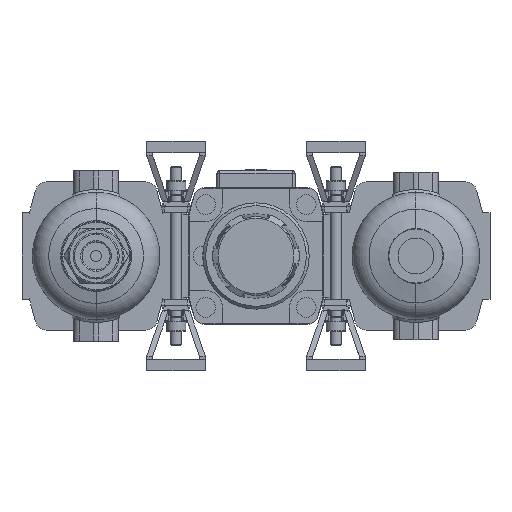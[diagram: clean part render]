
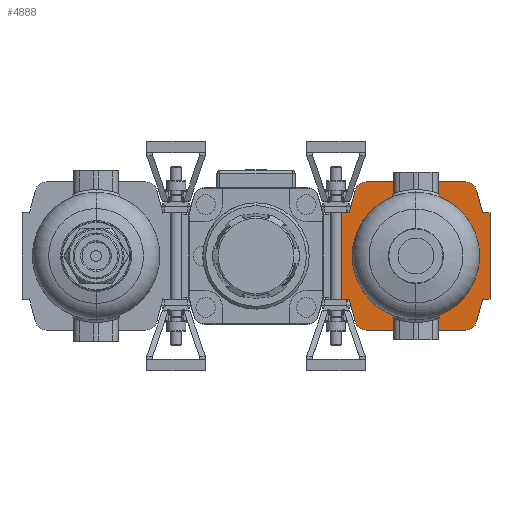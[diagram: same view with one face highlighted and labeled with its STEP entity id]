
A CAD part, front view. The second image highlights one B-rep face of the part: STEP entity #4888.
In plain terms, the highlighted planar face has unit normal (0, -1, 0).
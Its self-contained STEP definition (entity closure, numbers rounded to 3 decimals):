
#129 = LINE ( 'NONE', #10454, #5272 ) ;
#145 = CARTESIAN_POINT ( 'NONE',  ( 23.847, -27., 15.5 ) ) ;
#356 = LINE ( 'NONE', #21436, #2190 ) ;
#460 = VERTEX_POINT ( 'NONE', #10210 ) ;
#469 = EDGE_CURVE ( 'NONE', #460, #6976, #18714, .T. ) ;
#482 = ORIENTED_EDGE ( 'NONE', *, *, #18416, .T. ) ;
#842 = EDGE_CURVE ( 'NONE', #16805, #16927, #22770, .T. ) ;
#1504 = VERTEX_POINT ( 'NONE', #4685 ) ;
#1761 = ORIENTED_EDGE ( 'NONE', *, *, #23732, .T. ) ;
#2143 = DIRECTION ( 'NONE',  ( -1., 0., 0. ) ) ;
#2190 = VECTOR ( 'NONE', #2529, 1000. ) ;
#2397 = DIRECTION ( 'NONE',  ( 1., 0., 0. ) ) ;
#2529 = DIRECTION ( 'NONE',  ( -0.259, 0., 0.966 ) ) ;
#2862 = CARTESIAN_POINT ( 'NONE',  ( 26.5, -27., -15.5 ) ) ;
#3126 = VERTEX_POINT ( 'NONE', #14652 ) ;
#3183 = ORIENTED_EDGE ( 'NONE', *, *, #22558, .T. ) ;
#3672 = LINE ( 'NONE', #26059, #18444 ) ;
#3908 = DIRECTION ( 'NONE',  ( 0., 0., 1. ) ) ;
#3924 = CARTESIAN_POINT ( 'NONE',  ( 26.5, -27., 15.5 ) ) ;
#4147 = VERTEX_POINT ( 'NONE', #18840 ) ;
#4404 = CIRCLE ( 'NONE', #8693, 4. ) ;
#4685 = CARTESIAN_POINT ( 'NONE',  ( -17.831, -27., 26.5 ) ) ;
#4888 = ADVANCED_FACE ( 'NONE', ( #20757 ), #18064, .F. ) ;
#5221 = DIRECTION ( 'NONE',  ( -1., 0., 0. ) ) ;
#5272 = VECTOR ( 'NONE', #27077, 1000. ) ;
#5377 = LINE ( 'NONE', #20591, #16067 ) ;
#5687 = VECTOR ( 'NONE', #11834, 1000. ) ;
#5833 = VERTEX_POINT ( 'NONE', #15009 ) ;
#5960 = VECTOR ( 'NONE', #6006, 1000. ) ;
#6006 = DIRECTION ( 'NONE',  ( -1., 0., 0. ) ) ;
#6174 = DIRECTION ( 'NONE',  ( 0., -1., 0. ) ) ;
#6427 = VECTOR ( 'NONE', #5221, 1000. ) ;
#6976 = VERTEX_POINT ( 'NONE', #21986 ) ;
#7594 = EDGE_LOOP ( 'NONE', ( #25529, #8859, #10414, #8334, #27937, #30085, #1761, #11109, #3183, #23021, #23963, #21010, #26817, #10395, #19610, #482 ) ) ;
#7975 = VECTOR ( 'NONE', #22897, 1000. ) ;
#8281 = EDGE_CURVE ( 'NONE', #4147, #19985, #27750, .T. ) ;
#8334 = ORIENTED_EDGE ( 'NONE', *, *, #20669, .T. ) ;
#8445 = CARTESIAN_POINT ( 'NONE',  ( -17.831, -27., -22.5 ) ) ;
#8693 = AXIS2_PLACEMENT_3D ( 'NONE', #14784, #12135, #12342 ) ;
#8707 = LINE ( 'NONE', #28106, #9072 ) ;
#8859 = ORIENTED_EDGE ( 'NONE', *, *, #29314, .T. ) ;
#9072 = VECTOR ( 'NONE', #2397, 1000. ) ;
#9358 = CARTESIAN_POINT ( 'NONE',  ( -26.5, -27., 15.5 ) ) ;
#9478 = EDGE_CURVE ( 'NONE', #19985, #18192, #356, .T. ) ;
#9715 = EDGE_CURVE ( 'NONE', #5833, #16805, #12558, .T. ) ;
#9989 = CARTESIAN_POINT ( 'NONE',  ( -26.5, -27., -15.5 ) ) ;
#10027 = VECTOR ( 'NONE', #18333, 1000. ) ;
#10210 = CARTESIAN_POINT ( 'NONE',  ( -21.694, -27., -23.535 ) ) ;
#10395 = ORIENTED_EDGE ( 'NONE', *, *, #8281, .T. ) ;
#10397 = VERTEX_POINT ( 'NONE', #24183 ) ;
#10414 = ORIENTED_EDGE ( 'NONE', *, *, #22906, .T. ) ;
#10454 = CARTESIAN_POINT ( 'NONE',  ( 26.5, -27., -15.5 ) ) ;
#10843 = DIRECTION ( 'NONE',  ( 0., 0., 1. ) ) ;
#11109 = ORIENTED_EDGE ( 'NONE', *, *, #469, .T. ) ;
#11417 = CARTESIAN_POINT ( 'NONE',  ( 21.694, -27., 23.535 ) ) ;
#11518 = DIRECTION ( 'NONE',  ( 0., 0., -1. ) ) ;
#11834 = DIRECTION ( 'NONE',  ( 0.259, 0., -0.966 ) ) ;
#12135 = DIRECTION ( 'NONE',  ( 0., -1., 0. ) ) ;
#12342 = DIRECTION ( 'NONE',  ( 0., 0., 1. ) ) ;
#12558 = CIRCLE ( 'NONE', #28940, 4. ) ;
#13022 = DIRECTION ( 'NONE',  ( 0., 1., 0. ) ) ;
#14034 = EDGE_CURVE ( 'NONE', #19813, #16927, #17510, .T. ) ;
#14652 = CARTESIAN_POINT ( 'NONE',  ( -23.847, -27., 15.5 ) ) ;
#14715 = EDGE_CURVE ( 'NONE', #22740, #21638, #129, .T. ) ;
#14784 = CARTESIAN_POINT ( 'NONE',  ( 17.831, -27., 22.5 ) ) ;
#14866 = CARTESIAN_POINT ( 'NONE',  ( -23.847, -27., -15.5 ) ) ;
#15009 = CARTESIAN_POINT ( 'NONE',  ( 17.831, -27., -26.5 ) ) ;
#15481 = CARTESIAN_POINT ( 'NONE',  ( 26.5, -27., 15.5 ) ) ;
#15955 = CARTESIAN_POINT ( 'NONE',  ( 26.5, -27., -15.5 ) ) ;
#16063 = CARTESIAN_POINT ( 'NONE',  ( 25.187, -27., -10.5 ) ) ;
#16067 = VECTOR ( 'NONE', #27791, 1000. ) ;
#16122 = DIRECTION ( 'NONE',  ( 0., 0., 1. ) ) ;
#16801 = VECTOR ( 'NONE', #24574, 1000. ) ;
#16805 = VERTEX_POINT ( 'NONE', #25344 ) ;
#16927 = VERTEX_POINT ( 'NONE', #30421 ) ;
#17510 = LINE ( 'NONE', #2862, #6427 ) ;
#17874 = VERTEX_POINT ( 'NONE', #26601 ) ;
#18064 = PLANE ( 'NONE',  #18522 ) ;
#18192 = VERTEX_POINT ( 'NONE', #11417 ) ;
#18229 = CARTESIAN_POINT ( 'NONE',  ( 26.5, -27., 15.5 ) ) ;
#18332 = EDGE_CURVE ( 'NONE', #25455, #21638, #3672, .T. ) ;
#18333 = DIRECTION ( 'NONE',  ( 0., 0., -1. ) ) ;
#18416 = EDGE_CURVE ( 'NONE', #18192, #17874, #4404, .T. ) ;
#18444 = VECTOR ( 'NONE', #11518, 1000. ) ;
#18522 = AXIS2_PLACEMENT_3D ( 'NONE', #3924, #13022, #10843 ) ;
#18610 = CARTESIAN_POINT ( 'NONE',  ( -17.831, -27., 22.5 ) ) ;
#18714 = CIRCLE ( 'NONE', #26942, 4. ) ;
#18840 = CARTESIAN_POINT ( 'NONE',  ( 26.5, -27., 15.5 ) ) ;
#19610 = ORIENTED_EDGE ( 'NONE', *, *, #9478, .T. ) ;
#19813 = VERTEX_POINT ( 'NONE', #15955 ) ;
#19985 = VERTEX_POINT ( 'NONE', #145 ) ;
#20591 = CARTESIAN_POINT ( 'NONE',  ( 26.5, -27., 15.5 ) ) ;
#20647 = VECTOR ( 'NONE', #2143, 1000. ) ;
#20669 = EDGE_CURVE ( 'NONE', #3126, #25455, #5377, .T. ) ;
#20757 = FACE_OUTER_BOUND ( 'NONE', #7594, .T. ) ;
#21010 = ORIENTED_EDGE ( 'NONE', *, *, #14034, .F. ) ;
#21436 = CARTESIAN_POINT ( 'NONE',  ( 25.187, -27., 10.5 ) ) ;
#21638 = VERTEX_POINT ( 'NONE', #9989 ) ;
#21986 = CARTESIAN_POINT ( 'NONE',  ( -17.831, -27., -26.5 ) ) ;
#22558 = EDGE_CURVE ( 'NONE', #6976, #5833, #8707, .T. ) ;
#22740 = VERTEX_POINT ( 'NONE', #14866 ) ;
#22770 = LINE ( 'NONE', #16063, #7975 ) ;
#22897 = DIRECTION ( 'NONE',  ( 0.259, 0., 0.966 ) ) ;
#22906 = EDGE_CURVE ( 'NONE', #10397, #3126, #29021, .T. ) ;
#23021 = ORIENTED_EDGE ( 'NONE', *, *, #9715, .T. ) ;
#23214 = CARTESIAN_POINT ( 'NONE',  ( -20.9, -27., 26.5 ) ) ;
#23310 = DIRECTION ( 'NONE',  ( 0., 0., 1. ) ) ;
#23478 = DIRECTION ( 'NONE',  ( 0., -1., 0. ) ) ;
#23732 = EDGE_CURVE ( 'NONE', #22740, #460, #26371, .T. ) ;
#23963 = ORIENTED_EDGE ( 'NONE', *, *, #842, .T. ) ;
#24183 = CARTESIAN_POINT ( 'NONE',  ( -21.694, -27., 23.535 ) ) ;
#24574 = DIRECTION ( 'NONE',  ( -0.259, 0., -0.966 ) ) ;
#24799 = LINE ( 'NONE', #18229, #10027 ) ;
#25246 = EDGE_CURVE ( 'NONE', #4147, #19813, #24799, .T. ) ;
#25344 = CARTESIAN_POINT ( 'NONE',  ( 21.694, -27., -23.535 ) ) ;
#25455 = VERTEX_POINT ( 'NONE', #9358 ) ;
#25529 = ORIENTED_EDGE ( 'NONE', *, *, #27282, .T. ) ;
#25763 = DIRECTION ( 'NONE',  ( 0., -1., 0. ) ) ;
#25873 = CARTESIAN_POINT ( 'NONE',  ( 17.831, -27., -22.5 ) ) ;
#26059 = CARTESIAN_POINT ( 'NONE',  ( -26.5, -27., 15.5 ) ) ;
#26068 = CARTESIAN_POINT ( 'NONE',  ( -25.187, -27., -10.5 ) ) ;
#26123 = CIRCLE ( 'NONE', #29158, 4. ) ;
#26371 = LINE ( 'NONE', #26068, #5687 ) ;
#26601 = CARTESIAN_POINT ( 'NONE',  ( 17.831, -27., 26.5 ) ) ;
#26817 = ORIENTED_EDGE ( 'NONE', *, *, #25246, .F. ) ;
#26919 = LINE ( 'NONE', #23214, #20647 ) ;
#26942 = AXIS2_PLACEMENT_3D ( 'NONE', #8445, #6174, #3908 ) ;
#27055 = CARTESIAN_POINT ( 'NONE',  ( -25.187, -27., 10.5 ) ) ;
#27077 = DIRECTION ( 'NONE',  ( -1., 0., 0. ) ) ;
#27282 = EDGE_CURVE ( 'NONE', #17874, #1504, #26919, .T. ) ;
#27750 = LINE ( 'NONE', #15481, #5960 ) ;
#27791 = DIRECTION ( 'NONE',  ( -1., 0., 0. ) ) ;
#27937 = ORIENTED_EDGE ( 'NONE', *, *, #18332, .T. ) ;
#28106 = CARTESIAN_POINT ( 'NONE',  ( -20.9, -27., -26.5 ) ) ;
#28940 = AXIS2_PLACEMENT_3D ( 'NONE', #25873, #25763, #23310 ) ;
#29021 = LINE ( 'NONE', #27055, #16801 ) ;
#29158 = AXIS2_PLACEMENT_3D ( 'NONE', #18610, #23478, #16122 ) ;
#29314 = EDGE_CURVE ( 'NONE', #1504, #10397, #26123, .T. ) ;
#30085 = ORIENTED_EDGE ( 'NONE', *, *, #14715, .F. ) ;
#30421 = CARTESIAN_POINT ( 'NONE',  ( 23.847, -27., -15.5 ) ) ;
